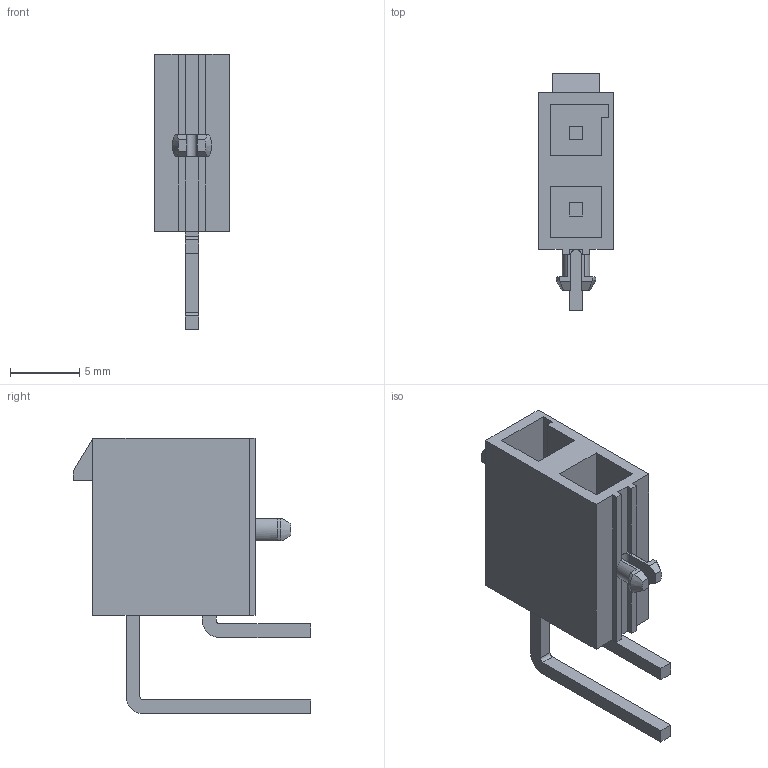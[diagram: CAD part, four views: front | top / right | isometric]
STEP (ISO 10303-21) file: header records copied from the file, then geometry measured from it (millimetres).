
FILE_DESCRIPTION(('STEP AP242'),'1');
FILE_NAME('0300700235.stp','2025-02-10T17:33:28',('TraceParts'),('TraceParts S.A.'),'Spatial InterOp 3D',' ',' ');
FILE_SCHEMA(('AP242_MANAGED_MODEL_BASED_3D_ENGINEERING_MIM_LF {1 0 10303 442 1 1 4}'));
Length unit declared in the file: millimetre
Products named in the file (1): 0300700235
Bounding box: 5.4 x 17.11 x 19.9 mm (x, y, z)
Volume: 579.8 mm3; surface area: 1020.9 mm2
Topology: 1 solids, 1 shells, 85 faces, 225 edges, 148 vertices
Faces by surface type: plane 74, cylinder 9, cone 2
Entity records: 2631 total; most frequent: CARTESIAN_POINT 475, ORIENTED_EDGE 450, DIRECTION 421, EDGE_CURVE 225, LINE 193, VECTOR 193, VERTEX_POINT 148, AXIS2_PLACEMENT_3D 114
